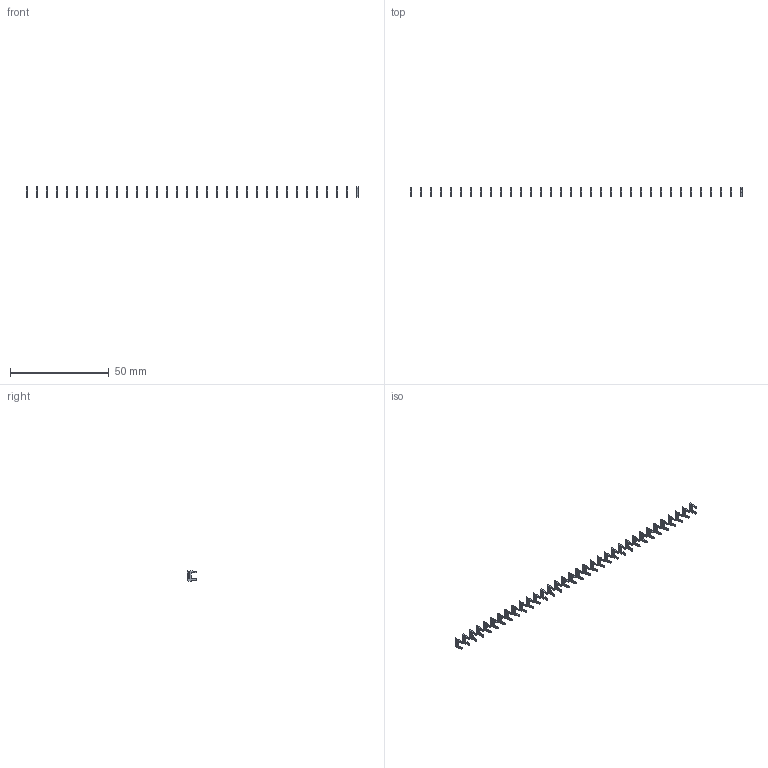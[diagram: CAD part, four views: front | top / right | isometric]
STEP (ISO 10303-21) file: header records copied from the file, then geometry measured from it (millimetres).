
FILE_DESCRIPTION (( 'STEP AP203' ), '1' );
FILE_NAME ('105-034-208-200.STEP', '2020-04-07T23:39:49', ( '' ), ( '' ), 'SwSTEP 2.0', 'SolidWorks 2016', '' );
FILE_SCHEMA (( 'CONFIG_CONTROL_DESIGN' ));
Length unit declared in the file: inch
Products named in the file (2): 105-034-208-200; 100-290-001_100-290-208
Assembly tree (34 placements, depth 2):
  105-034-208-200
    100-290-001_100-290-208  x34
Bounding box: 168.15 x 4.83 x 5.17 mm (x, y, z)
Volume: 233.9 mm3; surface area: 1444.9 mm2
Topology: 34 solids, 34 shells, 850 faces, 2346 edges, 1564 vertices
Faces by surface type: plane 748, cylinder 102
Entity records: 2045 total; most frequent: DIRECTION 199, CARTESIAN_POINT 177, ORIENTED_EDGE 138, COORDINATED_UNIVERSAL_TIME_OFFSET 78, CALENDAR_DATE 78, DATE_AND_TIME 78, LOCAL_TIME 78, EDGE_CURVE 69
